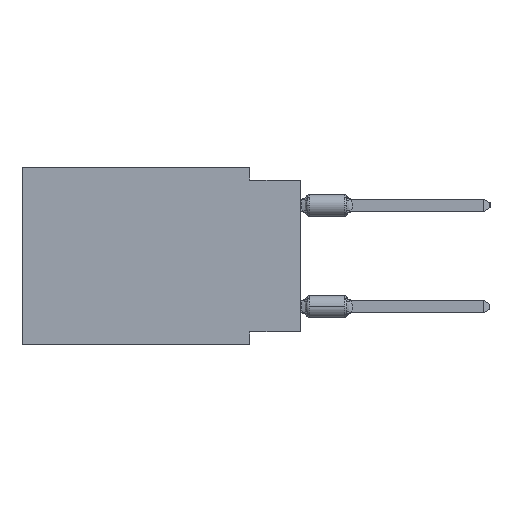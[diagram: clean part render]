
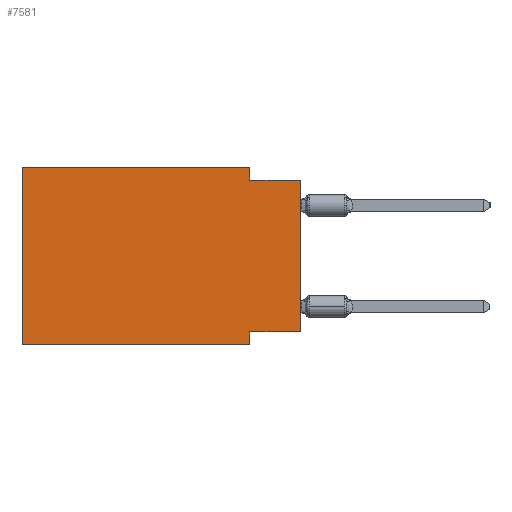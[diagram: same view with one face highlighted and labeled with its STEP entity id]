
A CAD part, left-side view. The second image highlights one B-rep face of the part: STEP entity #7581.
In plain terms, the highlighted planar face has unit normal (-1, 0, 0).
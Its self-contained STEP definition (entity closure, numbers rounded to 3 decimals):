
#442 = VECTOR ( 'NONE', #6523, 1000. ) ;
#492 = DIRECTION ( 'NONE',  ( 0., 0., -1. ) ) ;
#1167 = CARTESIAN_POINT ( 'NONE',  ( 0., 13.97, 0. ) ) ;
#2399 = DIRECTION ( 'NONE',  ( 0., 1., 0. ) ) ;
#2651 = DIRECTION ( 'NONE',  ( 1., 0., 0. ) ) ;
#2757 = EDGE_CURVE ( 'NONE', #29175, #6674, #5949, .T. ) ;
#4467 = ORIENTED_EDGE ( 'NONE', *, *, #2757, .F. ) ;
#5605 = CARTESIAN_POINT ( 'NONE',  ( 0., 0., -0.635 ) ) ;
#5845 = LINE ( 'NONE', #8258, #27028 ) ;
#5949 = LINE ( 'NONE', #5605, #23945 ) ;
#5964 = CARTESIAN_POINT ( 'NONE',  ( 0., 0., 0. ) ) ;
#6523 = DIRECTION ( 'NONE',  ( 0., -1., 0. ) ) ;
#6574 = CARTESIAN_POINT ( 'NONE',  ( 0., 2.54, -8.89 ) ) ;
#6581 = CARTESIAN_POINT ( 'NONE',  ( 0., 13.97, -8.89 ) ) ;
#6674 = VERTEX_POINT ( 'NONE', #15534 ) ;
#6793 = CARTESIAN_POINT ( 'NONE',  ( 0., 2.54, -0.635 ) ) ;
#7581 = ADVANCED_FACE ( 'NONE', ( #10755 ), #7832, .F. ) ;
#7694 = VECTOR ( 'NONE', #2399, 1000. ) ;
#7832 = PLANE ( 'NONE',  #15256 ) ;
#8159 = VERTEX_POINT ( 'NONE', #6581 ) ;
#8258 = CARTESIAN_POINT ( 'NONE',  ( 0., 2.54, 0. ) ) ;
#8342 = VECTOR ( 'NONE', #26293, 1000. ) ;
#10316 = ORIENTED_EDGE ( 'NONE', *, *, #11348, .F. ) ;
#10694 = ORIENTED_EDGE ( 'NONE', *, *, #14990, .F. ) ;
#10755 = FACE_OUTER_BOUND ( 'NONE', #24999, .T. ) ;
#11348 = EDGE_CURVE ( 'NONE', #12943, #19566, #18432, .T. ) ;
#12325 = EDGE_CURVE ( 'NONE', #19473, #29175, #5845, .T. ) ;
#12943 = VERTEX_POINT ( 'NONE', #20413 ) ;
#13192 = VECTOR ( 'NONE', #14049, 1000. ) ;
#13270 = ORIENTED_EDGE ( 'NONE', *, *, #26586, .F. ) ;
#13529 = CARTESIAN_POINT ( 'NONE',  ( 0., 2.54, -8.255 ) ) ;
#14015 = VERTEX_POINT ( 'NONE', #15295 ) ;
#14049 = DIRECTION ( 'NONE',  ( 0., 0., 1. ) ) ;
#14246 = ORIENTED_EDGE ( 'NONE', *, *, #28376, .T. ) ;
#14990 = EDGE_CURVE ( 'NONE', #14015, #19473, #19293, .T. ) ;
#15256 = AXIS2_PLACEMENT_3D ( 'NONE', #16448, #2651, #21282 ) ;
#15268 = CARTESIAN_POINT ( 'NONE',  ( 0., 13.97, -8.89 ) ) ;
#15295 = CARTESIAN_POINT ( 'NONE',  ( 0., 13.97, 0. ) ) ;
#15534 = CARTESIAN_POINT ( 'NONE',  ( 0., 0., -0.635 ) ) ;
#15765 = LINE ( 'NONE', #15268, #8342 ) ;
#16448 = CARTESIAN_POINT ( 'NONE',  ( 0., 13.97, 0. ) ) ;
#16489 = LINE ( 'NONE', #29770, #13192 ) ;
#17809 = LINE ( 'NONE', #17976, #29416 ) ;
#17976 = CARTESIAN_POINT ( 'NONE',  ( 0., 2.54, -8.89 ) ) ;
#18432 = LINE ( 'NONE', #28946, #7694 ) ;
#19293 = LINE ( 'NONE', #1167, #442 ) ;
#19405 = ORIENTED_EDGE ( 'NONE', *, *, #33863, .F. ) ;
#19473 = VERTEX_POINT ( 'NONE', #28066 ) ;
#19566 = VERTEX_POINT ( 'NONE', #13529 ) ;
#20413 = CARTESIAN_POINT ( 'NONE',  ( 0., 0., -8.255 ) ) ;
#21282 = DIRECTION ( 'NONE',  ( 0., 0., -1. ) ) ;
#23945 = VECTOR ( 'NONE', #29581, 1000. ) ;
#24215 = VERTEX_POINT ( 'NONE', #6574 ) ;
#24999 = EDGE_LOOP ( 'NONE', ( #27118, #4467, #30007, #10694, #13270, #14246, #19405, #10316 ) ) ;
#25327 = VECTOR ( 'NONE', #27346, 1000. ) ;
#26293 = DIRECTION ( 'NONE',  ( 0., -1., 0. ) ) ;
#26581 = EDGE_CURVE ( 'NONE', #12943, #6674, #29936, .T. ) ;
#26586 = EDGE_CURVE ( 'NONE', #8159, #14015, #16489, .T. ) ;
#27028 = VECTOR ( 'NONE', #492, 1000. ) ;
#27118 = ORIENTED_EDGE ( 'NONE', *, *, #26581, .T. ) ;
#27346 = DIRECTION ( 'NONE',  ( 0., 0., 1. ) ) ;
#28066 = CARTESIAN_POINT ( 'NONE',  ( 0., 2.54, 0. ) ) ;
#28329 = DIRECTION ( 'NONE',  ( 0., 0., -1. ) ) ;
#28376 = EDGE_CURVE ( 'NONE', #8159, #24215, #15765, .T. ) ;
#28946 = CARTESIAN_POINT ( 'NONE',  ( 0., 0., -8.255 ) ) ;
#29175 = VERTEX_POINT ( 'NONE', #6793 ) ;
#29416 = VECTOR ( 'NONE', #28329, 1000. ) ;
#29581 = DIRECTION ( 'NONE',  ( 0., -1., 0. ) ) ;
#29770 = CARTESIAN_POINT ( 'NONE',  ( 0., 13.97, 0. ) ) ;
#29936 = LINE ( 'NONE', #5964, #25327 ) ;
#30007 = ORIENTED_EDGE ( 'NONE', *, *, #12325, .F. ) ;
#33863 = EDGE_CURVE ( 'NONE', #19566, #24215, #17809, .T. ) ;
